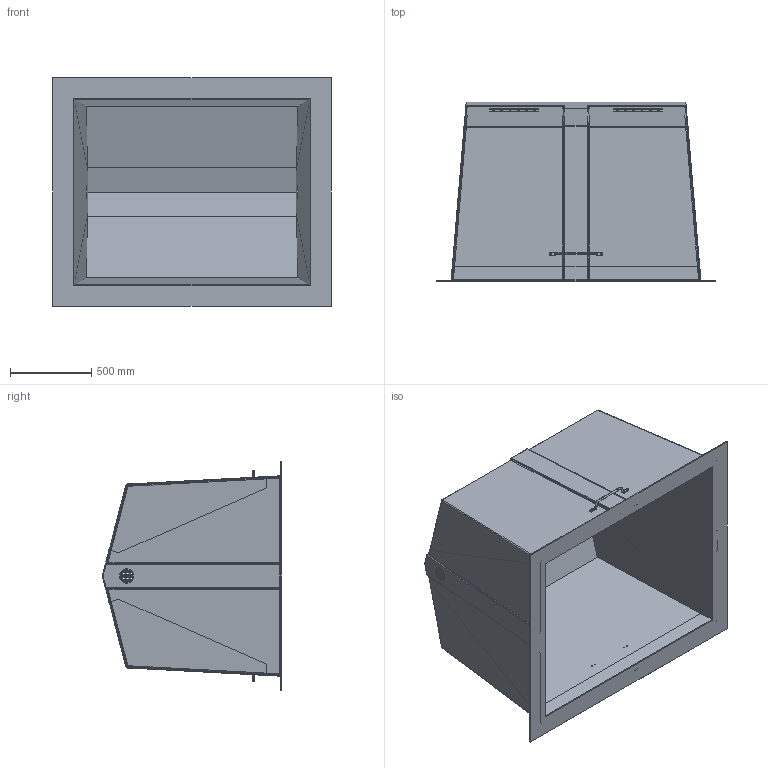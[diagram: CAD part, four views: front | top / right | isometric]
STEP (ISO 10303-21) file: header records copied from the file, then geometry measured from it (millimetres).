
FILE_DESCRIPTION (( 'STEP AP214' ), '1' );
FILE_NAME ('M400GX.STEP', '2020-10-02T12:19:19', ( '' ), ( '' ), 'SwSTEP 2.0', 'SolidWorks 2020', '' );
FILE_SCHEMA (( 'AUTOMOTIVE_DESIGN' ));
Length unit declared in the file: inch
Products named in the file (1): M400GX
Bounding box: 1714.5 x 1106.54 x 1409.7 mm (x, y, z)
Volume: 216147448.4 mm3; surface area: 15196888.5 mm2
Topology: 19 solids, 19 shells, 5074 faces, 15394 edges, 9004 vertices
Faces by surface type: plane 4352, cylinder 481, cone 134, bspline 65, sphere 36, torus 6
Entity records: 239926 total; most frequent: CARTESIAN_POINT 38828, ORIENTED_EDGE 30744, DIRECTION 25797, EDGE_CURVE 15372, VECTOR 11611, LINE 11611, VERTEX_POINT 8996, AXIS2_PLACEMENT_3D 7093
